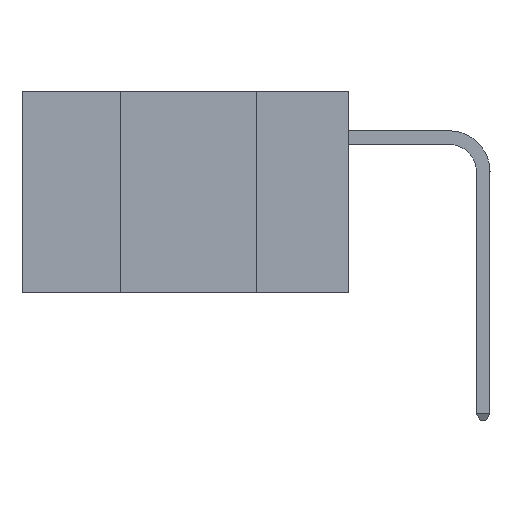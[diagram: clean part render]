
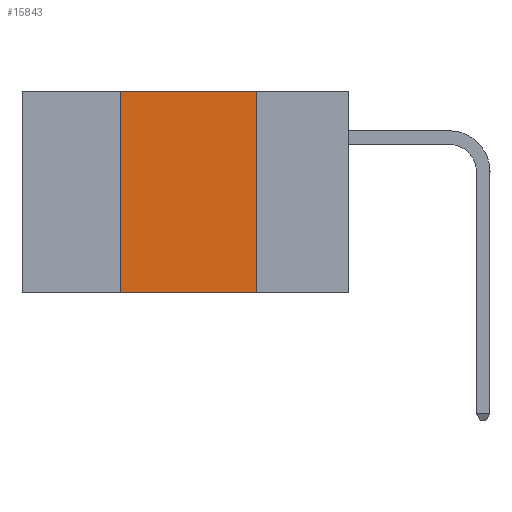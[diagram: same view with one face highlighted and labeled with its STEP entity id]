
A CAD part, left-side view. The second image highlights one B-rep face of the part: STEP entity #15843.
In plain terms, the highlighted planar face has unit normal (-1, 0, 0).
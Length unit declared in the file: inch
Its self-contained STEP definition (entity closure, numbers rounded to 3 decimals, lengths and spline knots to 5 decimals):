
#782 = ORIENTED_EDGE ( 'NONE', *, *, #43594, .T. ) ;
#1233 = CARTESIAN_POINT ( 'NONE',  ( 0., 0.17, 0. ) ) ;
#1398 = VERTEX_POINT ( 'NONE', #14915 ) ;
#2025 = CARTESIAN_POINT ( 'NONE',  ( 0., 0.42, 0. ) ) ;
#2083 = EDGE_LOOP ( 'NONE', ( #16205, #22552, #25858, #782 ) ) ;
#4596 = EDGE_CURVE ( 'NONE', #25061, #38378, #21333, .T. ) ;
#4623 = CARTESIAN_POINT ( 'NONE',  ( 0., 0.17, 0. ) ) ;
#5104 = VECTOR ( 'NONE', #16638, 39.37008 ) ;
#6764 = LINE ( 'NONE', #14167, #9003 ) ;
#9003 = VECTOR ( 'NONE', #28245, 39.37008 ) ;
#11880 = VECTOR ( 'NONE', #42456, 39.37008 ) ;
#12248 = EDGE_CURVE ( 'NONE', #38378, #1398, #31515, .T. ) ;
#12250 = PLANE ( 'NONE',  #33112 ) ;
#13073 = CARTESIAN_POINT ( 'NONE',  ( 0., 0.6, -0.37 ) ) ;
#14122 = CARTESIAN_POINT ( 'NONE',  ( 0., 0.6, 0. ) ) ;
#14167 = CARTESIAN_POINT ( 'NONE',  ( 0., 0.42, 0. ) ) ;
#14915 = CARTESIAN_POINT ( 'NONE',  ( 0., 0.17, -0.37 ) ) ;
#15686 = LINE ( 'NONE', #13073, #5104 ) ;
#15843 = ADVANCED_FACE ( 'NONE', ( #37865 ), #12250, .F. ) ;
#16205 = ORIENTED_EDGE ( 'NONE', *, *, #12248, .F. ) ;
#16638 = DIRECTION ( 'NONE',  ( 0., -1., 0. ) ) ;
#18775 = DIRECTION ( 'NONE',  ( 0., 0., -1. ) ) ;
#19372 = CARTESIAN_POINT ( 'NONE',  ( 0., 0.6, 0. ) ) ;
#21333 = LINE ( 'NONE', #14122, #11880 ) ;
#22552 = ORIENTED_EDGE ( 'NONE', *, *, #4596, .F. ) ;
#22940 = DIRECTION ( 'NONE',  ( 0., 0., -1. ) ) ;
#23188 = VECTOR ( 'NONE', #18775, 39.37008 ) ;
#25061 = VERTEX_POINT ( 'NONE', #2025 ) ;
#25099 = VERTEX_POINT ( 'NONE', #37761 ) ;
#25858 = ORIENTED_EDGE ( 'NONE', *, *, #43796, .F. ) ;
#28245 = DIRECTION ( 'NONE',  ( 0., 0., 1. ) ) ;
#31515 = LINE ( 'NONE', #4623, #23188 ) ;
#33112 = AXIS2_PLACEMENT_3D ( 'NONE', #19372, #44150, #22940 ) ;
#37761 = CARTESIAN_POINT ( 'NONE',  ( 0., 0.42, -0.37 ) ) ;
#37865 = FACE_OUTER_BOUND ( 'NONE', #2083, .T. ) ;
#38378 = VERTEX_POINT ( 'NONE', #1233 ) ;
#42456 = DIRECTION ( 'NONE',  ( 0., -1., 0. ) ) ;
#43594 = EDGE_CURVE ( 'NONE', #25099, #1398, #15686, .T. ) ;
#43796 = EDGE_CURVE ( 'NONE', #25099, #25061, #6764, .T. ) ;
#44150 = DIRECTION ( 'NONE',  ( 1., 0., 0. ) ) ;
